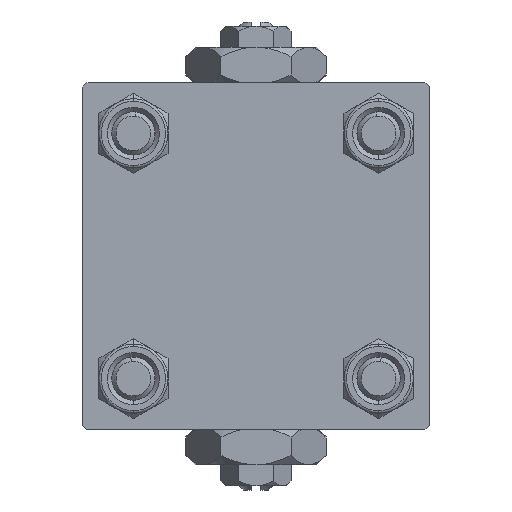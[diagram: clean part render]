
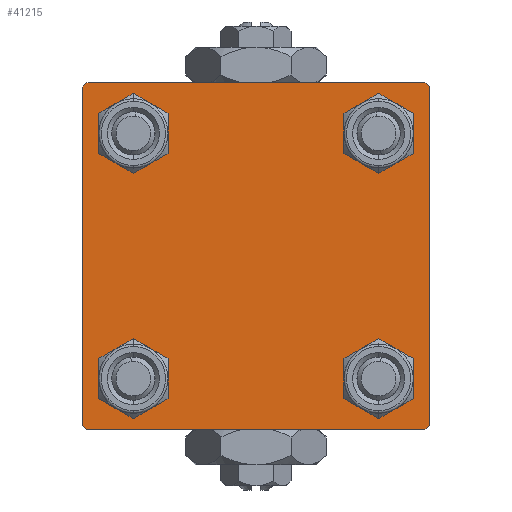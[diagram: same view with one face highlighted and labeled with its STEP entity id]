
A CAD part, left-side view. The second image highlights one B-rep face of the part: STEP entity #41215.
In plain terms, the highlighted planar face has unit normal (-1, 0, 0).
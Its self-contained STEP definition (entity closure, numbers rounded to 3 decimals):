
#453 = CARTESIAN_POINT ( 'NONE',  ( 0., -14.15, -11.15 ) ) ;
#776 = CIRCLE ( 'NONE', #16786, 3. ) ;
#1053 = DIRECTION ( 'NONE',  ( 0., 0., 1. ) ) ;
#1243 = ORIENTED_EDGE ( 'NONE', *, *, #13934, .T. ) ;
#1276 = AXIS2_PLACEMENT_3D ( 'NONE', #13558, #26212, #1675 ) ;
#1384 = DIRECTION ( 'NONE',  ( 1., 0., 0. ) ) ;
#1499 = CARTESIAN_POINT ( 'NONE',  ( 0., 20., -20. ) ) ;
#1675 = DIRECTION ( 'NONE',  ( 0., 0., 1. ) ) ;
#1719 = AXIS2_PLACEMENT_3D ( 'NONE', #17478, #1384, #32525 ) ;
#1885 = VECTOR ( 'NONE', #5875, 1000. ) ;
#1921 = LINE ( 'NONE', #49902, #1885 ) ;
#1937 = VERTEX_POINT ( 'NONE', #49809 ) ;
#2015 = CIRCLE ( 'NONE', #51688, 3. ) ;
#2160 = CIRCLE ( 'NONE', #1276, 3. ) ;
#2579 = CIRCLE ( 'NONE', #1719, 3. ) ;
#2720 = DIRECTION ( 'NONE',  ( 1., 0., 0. ) ) ;
#2786 = VERTEX_POINT ( 'NONE', #12997 ) ;
#4452 = CARTESIAN_POINT ( 'NONE',  ( 0., -19.5, 20. ) ) ;
#4684 = DIRECTION ( 'NONE',  ( 0., 0., 1. ) ) ;
#5052 = DIRECTION ( 'NONE',  ( 1., 0., 0. ) ) ;
#5875 = DIRECTION ( 'NONE',  ( 0., 0.707, -0.707 ) ) ;
#6415 = VERTEX_POINT ( 'NONE', #44953 ) ;
#7341 = VERTEX_POINT ( 'NONE', #11459 ) ;
#8308 = ORIENTED_EDGE ( 'NONE', *, *, #38512, .T. ) ;
#8391 = AXIS2_PLACEMENT_3D ( 'NONE', #35159, #2720, #46754 ) ;
#8878 = CARTESIAN_POINT ( 'NONE',  ( 0., -19.5, -20. ) ) ;
#8900 = AXIS2_PLACEMENT_3D ( 'NONE', #41187, #5052, #13504 ) ;
#9061 = FACE_BOUND ( 'NONE', #20770, .T. ) ;
#9229 = DIRECTION ( 'NONE',  ( 1., 0., 0. ) ) ;
#9492 = CARTESIAN_POINT ( 'NONE',  ( 0., 14.15, -14.15 ) ) ;
#9812 = CIRCLE ( 'NONE', #30861, 3. ) ;
#9883 = VERTEX_POINT ( 'NONE', #46851 ) ;
#10085 = DIRECTION ( 'NONE',  ( 1., 0., 0. ) ) ;
#10832 = VECTOR ( 'NONE', #38795, 1000. ) ;
#11073 = EDGE_CURVE ( 'NONE', #28601, #9883, #1921, .T. ) ;
#11459 = CARTESIAN_POINT ( 'NONE',  ( 0., 19.5, -20. ) ) ;
#11863 = LINE ( 'NONE', #26980, #37649 ) ;
#12342 = ORIENTED_EDGE ( 'NONE', *, *, #37124, .T. ) ;
#12997 = CARTESIAN_POINT ( 'NONE',  ( 0., 14.15, 17.15 ) ) ;
#13022 = PLANE ( 'NONE',  #38561 ) ;
#13342 = ORIENTED_EDGE ( 'NONE', *, *, #38340, .T. ) ;
#13504 = DIRECTION ( 'NONE',  ( 0., 0., 1. ) ) ;
#13558 = CARTESIAN_POINT ( 'NONE',  ( 0., 14.15, 14.15 ) ) ;
#13646 = CARTESIAN_POINT ( 'NONE',  ( 0., -20., -19.5 ) ) ;
#13934 = EDGE_CURVE ( 'NONE', #1937, #7341, #40389, .T. ) ;
#14044 = CARTESIAN_POINT ( 'NONE',  ( 0., -14.15, 14.15 ) ) ;
#14298 = LINE ( 'NONE', #42762, #10832 ) ;
#14760 = ORIENTED_EDGE ( 'NONE', *, *, #32730, .T. ) ;
#14780 = ORIENTED_EDGE ( 'NONE', *, *, #18865, .T. ) ;
#16141 = DIRECTION ( 'NONE',  ( 0., -0.707, -0.707 ) ) ;
#16339 = DIRECTION ( 'NONE',  ( 0., 0.707, 0.707 ) ) ;
#16552 = VECTOR ( 'NONE', #17933, 1000. ) ;
#16786 = AXIS2_PLACEMENT_3D ( 'NONE', #29824, #45900, #24841 ) ;
#17478 = CARTESIAN_POINT ( 'NONE',  ( 0., -14.15, -14.15 ) ) ;
#17793 = DIRECTION ( 'NONE',  ( 1., 0., 0. ) ) ;
#17933 = DIRECTION ( 'NONE',  ( 0., -0.707, 0.707 ) ) ;
#18457 = CARTESIAN_POINT ( 'NONE',  ( 0., -19.75, -19.75 ) ) ;
#18739 = VERTEX_POINT ( 'NONE', #29631 ) ;
#18865 = EDGE_CURVE ( 'NONE', #19904, #2786, #20215, .T. ) ;
#18887 = AXIS2_PLACEMENT_3D ( 'NONE', #14044, #10085, #44319 ) ;
#19528 = ORIENTED_EDGE ( 'NONE', *, *, #47319, .T. ) ;
#19904 = VERTEX_POINT ( 'NONE', #51237 ) ;
#19908 = FACE_BOUND ( 'NONE', #45757, .T. ) ;
#20215 = CIRCLE ( 'NONE', #8391, 3. ) ;
#20770 = EDGE_LOOP ( 'NONE', ( #19528, #14780 ) ) ;
#20906 = EDGE_CURVE ( 'NONE', #40259, #48860, #2579, .T. ) ;
#21690 = VERTEX_POINT ( 'NONE', #24124 ) ;
#22082 = LINE ( 'NONE', #1499, #33969 ) ;
#22240 = VECTOR ( 'NONE', #16141, 1000. ) ;
#23098 = EDGE_CURVE ( 'NONE', #26419, #37873, #39024, .T. ) ;
#23155 = ORIENTED_EDGE ( 'NONE', *, *, #50984, .T. ) ;
#23266 = CIRCLE ( 'NONE', #8900, 3. ) ;
#23364 = ORIENTED_EDGE ( 'NONE', *, *, #11073, .T. ) ;
#24124 = CARTESIAN_POINT ( 'NONE',  ( 0., -14.15, 11.15 ) ) ;
#24841 = DIRECTION ( 'NONE',  ( 0., 0., 1. ) ) ;
#25154 = CARTESIAN_POINT ( 'NONE',  ( 0., 0., 0. ) ) ;
#26212 = DIRECTION ( 'NONE',  ( 1., 0., 0. ) ) ;
#26346 = EDGE_LOOP ( 'NONE', ( #46297, #1243, #50889, #8308, #37401, #23155, #27528, #23364 ) ) ;
#26419 = VERTEX_POINT ( 'NONE', #42413 ) ;
#26630 = LINE ( 'NONE', #18457, #16552 ) ;
#26980 = CARTESIAN_POINT ( 'NONE',  ( 0., -19.75, 19.75 ) ) ;
#27071 = LINE ( 'NONE', #38926, #40854 ) ;
#27316 = CIRCLE ( 'NONE', #18887, 3. ) ;
#27423 = EDGE_CURVE ( 'NONE', #7341, #29946, #22082, .T. ) ;
#27528 = ORIENTED_EDGE ( 'NONE', *, *, #34813, .F. ) ;
#28344 = FACE_OUTER_BOUND ( 'NONE', #26346, .T. ) ;
#28601 = VERTEX_POINT ( 'NONE', #41946 ) ;
#29631 = CARTESIAN_POINT ( 'NONE',  ( 0., 14.15, -11.15 ) ) ;
#29824 = CARTESIAN_POINT ( 'NONE',  ( 0., -14.15, 14.15 ) ) ;
#29946 = VERTEX_POINT ( 'NONE', #8878 ) ;
#30861 = AXIS2_PLACEMENT_3D ( 'NONE', #9492, #9229, #1053 ) ;
#32198 = EDGE_CURVE ( 'NONE', #18739, #43109, #2015, .T. ) ;
#32525 = DIRECTION ( 'NONE',  ( 0., 0., 1. ) ) ;
#32730 = EDGE_CURVE ( 'NONE', #6415, #21690, #27316, .T. ) ;
#33043 = DIRECTION ( 'NONE',  ( 0., 0., 1. ) ) ;
#33628 = CARTESIAN_POINT ( 'NONE',  ( 0., -14.15, -17.15 ) ) ;
#33819 = VECTOR ( 'NONE', #38247, 1000. ) ;
#33969 = VECTOR ( 'NONE', #38149, 1000. ) ;
#34813 = EDGE_CURVE ( 'NONE', #28601, #40920, #27071, .T. ) ;
#35159 = CARTESIAN_POINT ( 'NONE',  ( 0., 14.15, 14.15 ) ) ;
#36235 = FACE_BOUND ( 'NONE', #38123, .T. ) ;
#36261 = CARTESIAN_POINT ( 'NONE',  ( 0., 14.15, -17.15 ) ) ;
#37124 = EDGE_CURVE ( 'NONE', #48860, #40259, #23266, .T. ) ;
#37401 = ORIENTED_EDGE ( 'NONE', *, *, #23098, .F. ) ;
#37649 = VECTOR ( 'NONE', #16339, 1000. ) ;
#37873 = VERTEX_POINT ( 'NONE', #13646 ) ;
#38123 = EDGE_LOOP ( 'NONE', ( #47037, #13342 ) ) ;
#38149 = DIRECTION ( 'NONE',  ( 0., -1., 0. ) ) ;
#38247 = DIRECTION ( 'NONE',  ( 0., 0., -1. ) ) ;
#38340 = EDGE_CURVE ( 'NONE', #43109, #18739, #9812, .T. ) ;
#38512 = EDGE_CURVE ( 'NONE', #29946, #37873, #26630, .T. ) ;
#38561 = AXIS2_PLACEMENT_3D ( 'NONE', #25154, #45435, #33043 ) ;
#38795 = DIRECTION ( 'NONE',  ( 0., 0., -1. ) ) ;
#38926 = CARTESIAN_POINT ( 'NONE',  ( 0., 20., 20. ) ) ;
#39024 = LINE ( 'NONE', #42722, #33819 ) ;
#40259 = VERTEX_POINT ( 'NONE', #33628 ) ;
#40389 = LINE ( 'NONE', #44352, #22240 ) ;
#40854 = VECTOR ( 'NONE', #50783, 1000. ) ;
#40920 = VERTEX_POINT ( 'NONE', #4452 ) ;
#40971 = FACE_BOUND ( 'NONE', #49796, .T. ) ;
#41187 = CARTESIAN_POINT ( 'NONE',  ( 0., -14.15, -14.15 ) ) ;
#41215 = ADVANCED_FACE ( 'NONE', ( #19908, #40971, #36235, #9061, #28344 ), #13022, .T. ) ;
#41946 = CARTESIAN_POINT ( 'NONE',  ( 0., 19.5, 20. ) ) ;
#42413 = CARTESIAN_POINT ( 'NONE',  ( 0., -20., 19.5 ) ) ;
#42722 = CARTESIAN_POINT ( 'NONE',  ( 0., -20., 20. ) ) ;
#42762 = CARTESIAN_POINT ( 'NONE',  ( 0., 20., 20. ) ) ;
#43109 = VERTEX_POINT ( 'NONE', #36261 ) ;
#43494 = EDGE_CURVE ( 'NONE', #9883, #1937, #14298, .T. ) ;
#44319 = DIRECTION ( 'NONE',  ( 0., 0., 1. ) ) ;
#44352 = CARTESIAN_POINT ( 'NONE',  ( 0., 19.75, -19.75 ) ) ;
#44932 = ORIENTED_EDGE ( 'NONE', *, *, #45502, .T. ) ;
#44953 = CARTESIAN_POINT ( 'NONE',  ( 0., -14.15, 17.15 ) ) ;
#45435 = DIRECTION ( 'NONE',  ( -1., 0., 0. ) ) ;
#45502 = EDGE_CURVE ( 'NONE', #21690, #6415, #776, .T. ) ;
#45757 = EDGE_LOOP ( 'NONE', ( #14760, #44932 ) ) ;
#45900 = DIRECTION ( 'NONE',  ( 1., 0., 0. ) ) ;
#46297 = ORIENTED_EDGE ( 'NONE', *, *, #43494, .T. ) ;
#46754 = DIRECTION ( 'NONE',  ( 0., 0., 1. ) ) ;
#46851 = CARTESIAN_POINT ( 'NONE',  ( 0., 20., 19.5 ) ) ;
#47037 = ORIENTED_EDGE ( 'NONE', *, *, #32198, .T. ) ;
#47319 = EDGE_CURVE ( 'NONE', #2786, #19904, #2160, .T. ) ;
#48860 = VERTEX_POINT ( 'NONE', #453 ) ;
#48967 = CARTESIAN_POINT ( 'NONE',  ( 0., 14.15, -14.15 ) ) ;
#49796 = EDGE_LOOP ( 'NONE', ( #12342, #49858 ) ) ;
#49809 = CARTESIAN_POINT ( 'NONE',  ( 0., 20., -19.5 ) ) ;
#49858 = ORIENTED_EDGE ( 'NONE', *, *, #20906, .T. ) ;
#49902 = CARTESIAN_POINT ( 'NONE',  ( 0., 19.75, 19.75 ) ) ;
#50783 = DIRECTION ( 'NONE',  ( 0., -1., 0. ) ) ;
#50889 = ORIENTED_EDGE ( 'NONE', *, *, #27423, .T. ) ;
#50984 = EDGE_CURVE ( 'NONE', #26419, #40920, #11863, .T. ) ;
#51237 = CARTESIAN_POINT ( 'NONE',  ( 0., 14.15, 11.15 ) ) ;
#51688 = AXIS2_PLACEMENT_3D ( 'NONE', #48967, #17793, #4684 ) ;
